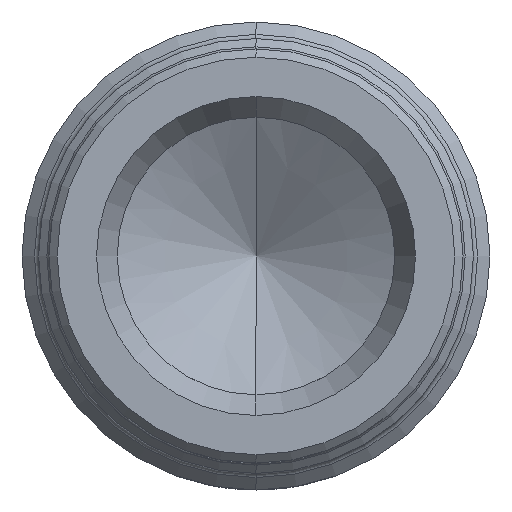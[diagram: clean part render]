
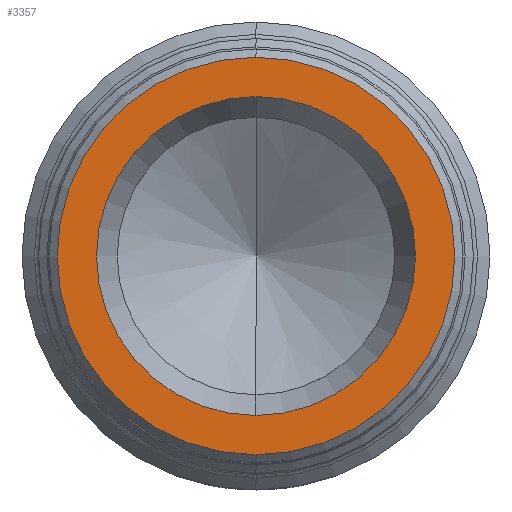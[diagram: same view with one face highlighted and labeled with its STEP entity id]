
A CAD part, front view. The second image highlights one B-rep face of the part: STEP entity #3357.
In plain terms, the highlighted planar face has unit normal (0, -1, 0).
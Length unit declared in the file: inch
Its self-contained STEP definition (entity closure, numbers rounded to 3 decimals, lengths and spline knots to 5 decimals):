
#692 = FACE_OUTER_BOUND ( 'NONE', #3596, .T. ) ;
#693 = FACE_BOUND ( 'NONE', #3358, .T. ) ;
#705 = DIRECTION ( 'NONE',  ( 0., 0., -1. ) ) ;
#706 = DIRECTION ( 'NONE',  ( 0., 1., 0. ) ) ;
#707 = AXIS2_PLACEMENT_3D ( 'NONE', #797, #706, #705 ) ;
#797 = CARTESIAN_POINT ( 'NONE',  ( 0.05, -0.4921, 0. ) ) ;
#798 = PLANE ( 'NONE',  #707 ) ;
#1710 = DIRECTION ( 'NONE',  ( 0., 0., -1. ) ) ;
#1711 = DIRECTION ( 'NONE',  ( 0., 1., 0. ) ) ;
#1712 = CARTESIAN_POINT ( 'NONE',  ( 0., -0.4921, 0. ) ) ;
#1713 = AXIS2_PLACEMENT_3D ( 'NONE', #1712, #1711, #1710 ) ;
#1714 = CIRCLE ( 'NONE', #1713, 0.0385 ) ;
#2039 = DIRECTION ( 'NONE',  ( 0., 0., -1. ) ) ;
#2040 = DIRECTION ( 'NONE',  ( 0., 1., 0. ) ) ;
#2041 = CARTESIAN_POINT ( 'NONE',  ( 0., -0.4921, 0. ) ) ;
#2042 = AXIS2_PLACEMENT_3D ( 'NONE', #2041, #2040, #2039 ) ;
#2043 = CIRCLE ( 'NONE', #2042, 0.0385 ) ;
#2044 = CARTESIAN_POINT ( 'NONE',  ( 0., -0.4921, 0.0385 ) ) ;
#2045 = CARTESIAN_POINT ( 'NONE',  ( 0., -0.4921, -0.0385 ) ) ;
#2107 = CARTESIAN_POINT ( 'NONE',  ( 0., -0.4921, -0.048 ) ) ;
#2108 = CARTESIAN_POINT ( 'NONE',  ( 0., -0.4921, 0.048 ) ) ;
#2109 = DIRECTION ( 'NONE',  ( 0., 0., -1. ) ) ;
#2110 = DIRECTION ( 'NONE',  ( 0., -1., 0. ) ) ;
#2111 = CARTESIAN_POINT ( 'NONE',  ( 0., -0.4921, 0. ) ) ;
#2112 = AXIS2_PLACEMENT_3D ( 'NONE', #2111, #2110, #2109 ) ;
#2117 = CIRCLE ( 'NONE', #2112, 0.048 ) ;
#2208 = CARTESIAN_POINT ( 'NONE',  ( 0., -0.4921, 0. ) ) ;
#2213 = DIRECTION ( 'NONE',  ( 0., -1., 0. ) ) ;
#2216 = AXIS2_PLACEMENT_3D ( 'NONE', #2208, #2213, #2217 ) ;
#2217 = DIRECTION ( 'NONE',  ( 0., 0., -1. ) ) ;
#2220 = CIRCLE ( 'NONE', #2216, 0.048 ) ;
#3357 = ADVANCED_FACE ( 'NONE', ( #693, #692 ), #798, .F. ) ;
#3358 = EDGE_LOOP ( 'NONE', ( #3359, #3501 ) ) ;
#3359 = ORIENTED_EDGE ( 'NONE', *, *, #3670, .T. ) ;
#3501 = ORIENTED_EDGE ( 'NONE', *, *, #3627, .T. ) ;
#3596 = EDGE_LOOP ( 'NONE', ( #3718, #3626 ) ) ;
#3626 = ORIENTED_EDGE ( 'NONE', *, *, #3687, .T. ) ;
#3627 = EDGE_CURVE ( 'NONE', #3668, #3671, #1714, .T. ) ;
#3668 = VERTEX_POINT ( 'NONE', #2045 ) ;
#3670 = EDGE_CURVE ( 'NONE', #3671, #3668, #2043, .T. ) ;
#3671 = VERTEX_POINT ( 'NONE', #2044 ) ;
#3687 = EDGE_CURVE ( 'NONE', #3688, #3689, #2117, .T. ) ;
#3688 = VERTEX_POINT ( 'NONE', #2108 ) ;
#3689 = VERTEX_POINT ( 'NONE', #2107 ) ;
#3714 = EDGE_CURVE ( 'NONE', #3689, #3688, #2220, .T. ) ;
#3718 = ORIENTED_EDGE ( 'NONE', *, *, #3714, .T. ) ;
